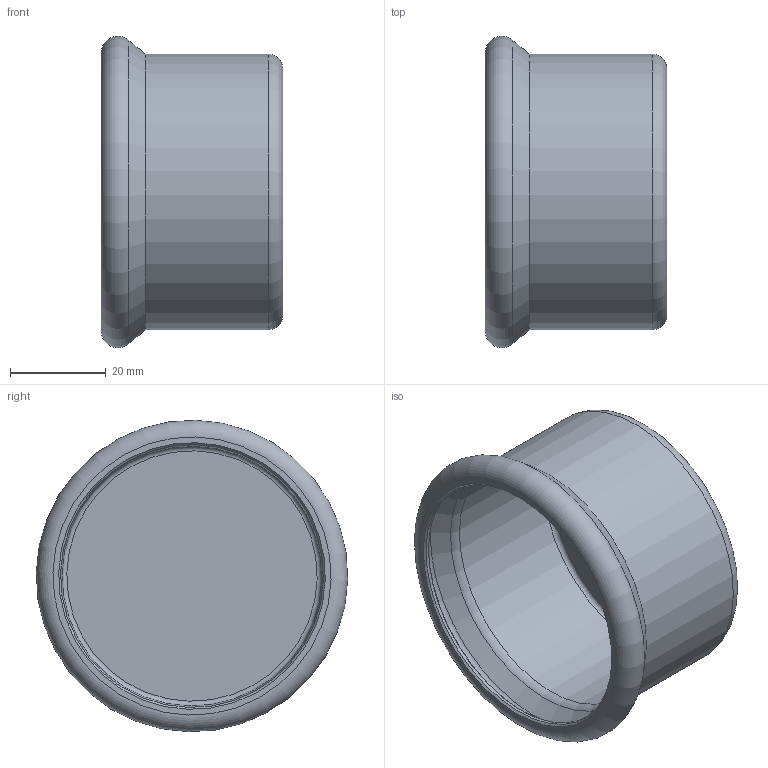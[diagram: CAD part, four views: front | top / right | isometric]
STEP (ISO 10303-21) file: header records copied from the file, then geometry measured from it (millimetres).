
FILE_DESCRIPTION(/* description */ (''),/* implementation_level */ '2;1');
FILE_NAME(/* name */ '43218.stp',/* time_stamp */ '2023-09-08T11:23:38+02:00',/* author */ ('JANAN'),/* organization */ (''),/* preprocessor_version */ 'ST-DEVELOPER v19.2',/* originating_system */ 'Autodesk Inventor 2023',/* authorisation */ '');
FILE_SCHEMA (('AUTOMOTIVE_DESIGN { 1 0 10303 214 3 1 1 }'));
Length unit declared in the file: millimetre
Products named in the file (1): tmpA637.tmp
Bounding box: 38 x 65.18 x 65.18 mm (x, y, z)
Volume: 16338.8 mm3; surface area: 19497.4 mm2
Topology: 1 solids, 1 shells, 16 faces, 31 edges, 19 vertices
Faces by surface type: torus 5, cone 4, plane 4, cylinder 3
Full cylindrical faces by diameter (mm): 54.4 x1, 55 x1, 57.7 x1
Entity records: 478 total; most frequent: DIRECTION 89, CARTESIAN_POINT 67, ORIENTED_EDGE 62, AXIS2_PLACEMENT_3D 41, EDGE_CURVE 31, CIRCLE 24, VERTEX_POINT 19, EDGE_LOOP 18
